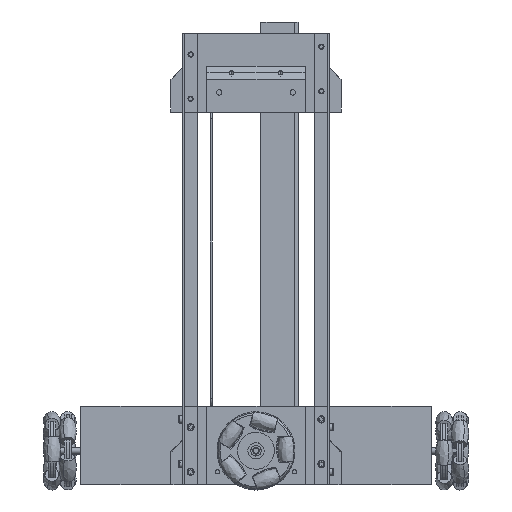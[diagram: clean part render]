
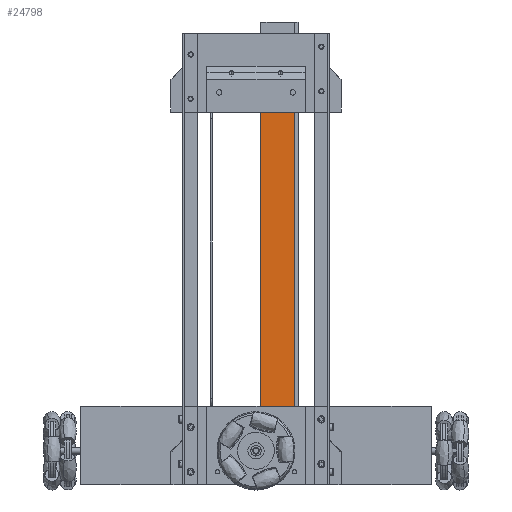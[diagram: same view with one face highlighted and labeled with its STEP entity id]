
A CAD part, front view. The second image highlights one B-rep face of the part: STEP entity #24798.
In plain terms, the highlighted planar face has unit normal (0, -1, 0).
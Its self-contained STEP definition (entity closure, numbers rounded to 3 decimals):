
#24771=AXIS2_PLACEMENT_3D('Plane Axis2P3D',#24768,#24769,#24770) ;
#24706=CARTESIAN_POINT('Vertex',(-14.25,-26.25,0.)) ;
#24709=CARTESIAN_POINT('Line Origine',(-14.25,-26.25,152.)) ;
#24713=CARTESIAN_POINT('Vertex',(-14.25,-26.25,304.)) ;
#24768=CARTESIAN_POINT('Axis2P3D Location',(14.25,-26.25,0.)) ;
#24773=CARTESIAN_POINT('Line Origine',(11.25,-26.25,152.)) ;
#24777=CARTESIAN_POINT('Vertex',(11.25,-26.25,0.)) ;
#24779=CARTESIAN_POINT('Vertex',(11.25,-26.25,304.)) ;
#24782=CARTESIAN_POINT('Line Origine',(-1.5,-26.25,304.)) ;
#24787=CARTESIAN_POINT('Line Origine',(-1.5,-26.25,0.)) ;
#24710=DIRECTION('Vector Direction',(0.,0.,1.)) ;
#24769=DIRECTION('Axis2P3D Direction',(0.,1.,-0.)) ;
#24770=DIRECTION('Axis2P3D XDirection',(-1.,0.,0.)) ;
#24774=DIRECTION('Vector Direction',(0.,0.,1.)) ;
#24783=DIRECTION('Vector Direction',(-1.,0.,0.)) ;
#24788=DIRECTION('Vector Direction',(-1.,0.,0.)) ;
#24711=VECTOR('Line Direction',#24710,1.) ;
#24775=VECTOR('Line Direction',#24774,1.) ;
#24784=VECTOR('Line Direction',#24783,1.) ;
#24789=VECTOR('Line Direction',#24788,1.) ;
#24793=ORIENTED_EDGE('',*,*,#24781,.T.) ;
#24794=ORIENTED_EDGE('',*,*,#24786,.F.) ;
#24795=ORIENTED_EDGE('',*,*,#24715,.F.) ;
#24796=ORIENTED_EDGE('',*,*,#24791,.T.) ;
#24798=ADVANCED_FACE('PartBody',(#24797),#24772,.F.) ;
#24715=EDGE_CURVE('',#24707,#24714,#24712,.T.) ;
#24781=EDGE_CURVE('',#24778,#24780,#24776,.T.) ;
#24786=EDGE_CURVE('',#24714,#24780,#24785,.F.) ;
#24791=EDGE_CURVE('',#24707,#24778,#24790,.F.) ;
#24792=EDGE_LOOP('',(#24793,#24794,#24795,#24796)) ;
#24797=FACE_OUTER_BOUND('',#24792,.T.) ;
#24712=LINE('Line',#24709,#24711) ;
#24776=LINE('Line',#24773,#24775) ;
#24785=LINE('Line',#24782,#24784) ;
#24790=LINE('Line',#24787,#24789) ;
#24772=PLANE('',#24771) ;
#24707=VERTEX_POINT('',#24706) ;
#24714=VERTEX_POINT('',#24713) ;
#24778=VERTEX_POINT('',#24777) ;
#24780=VERTEX_POINT('',#24779) ;
